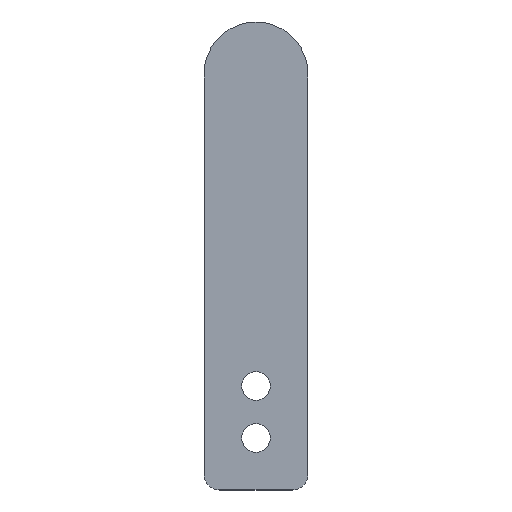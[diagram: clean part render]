
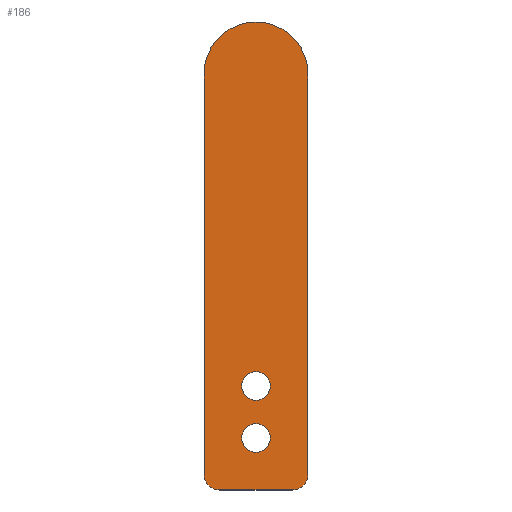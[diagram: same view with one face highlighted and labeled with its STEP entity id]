
A CAD part, top view. The second image highlights one B-rep face of the part: STEP entity #186.
In plain terms, the highlighted planar face has unit normal (0, 0, 1).
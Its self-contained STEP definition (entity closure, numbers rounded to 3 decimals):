
#17=FACE_BOUND('',#44,.T.);
#18=FACE_BOUND('',#45,.T.);
#23=PLANE('',#227);
#31=FACE_OUTER_BOUND('',#43,.T.);
#43=EDGE_LOOP('',(#158,#159,#160,#161,#162,#163));
#44=EDGE_LOOP('',(#164));
#45=EDGE_LOOP('',(#165));
#52=LINE('',#303,#66);
#56=LINE('',#315,#70);
#59=LINE('',#324,#73);
#66=VECTOR('',#246,77.);
#70=VECTOR('',#258,14.);
#73=VECTOR('',#269,77.);
#77=CIRCLE('',#214,10.);
#79=CIRCLE('',#218,3.);
#81=CIRCLE('',#222,3.);
#84=CIRCLE('',#228,2.75);
#85=CIRCLE('',#229,2.75);
#88=VERTEX_POINT('',#293);
#89=VERTEX_POINT('',#295);
#91=VERTEX_POINT('',#301);
#93=VERTEX_POINT('',#307);
#95=VERTEX_POINT('',#313);
#97=VERTEX_POINT('',#319);
#100=VERTEX_POINT('',#331);
#101=VERTEX_POINT('',#333);
#104=EDGE_CURVE('',#89,#88,#77,.T.);
#108=EDGE_CURVE('',#88,#91,#52,.T.);
#111=EDGE_CURVE('',#91,#93,#79,.T.);
#114=EDGE_CURVE('',#93,#95,#56,.T.);
#117=EDGE_CURVE('',#95,#97,#81,.T.);
#119=EDGE_CURVE('',#97,#89,#59,.T.);
#122=EDGE_CURVE('',#100,#100,#84,.T.);
#123=EDGE_CURVE('',#101,#101,#85,.T.);
#158=ORIENTED_EDGE('',*,*,#104,.T.);
#159=ORIENTED_EDGE('',*,*,#108,.T.);
#160=ORIENTED_EDGE('',*,*,#111,.T.);
#161=ORIENTED_EDGE('',*,*,#114,.T.);
#162=ORIENTED_EDGE('',*,*,#117,.T.);
#163=ORIENTED_EDGE('',*,*,#119,.T.);
#164=ORIENTED_EDGE('',*,*,#122,.F.);
#165=ORIENTED_EDGE('',*,*,#123,.F.);
#186=ADVANCED_FACE('',(#31,#17,#18),#23,.T.);
#214=AXIS2_PLACEMENT_3D('',#296,#239,#240);
#218=AXIS2_PLACEMENT_3D('',#309,#252,#253);
#222=AXIS2_PLACEMENT_3D('',#321,#264,#265);
#227=AXIS2_PLACEMENT_3D('',#330,#276,#277);
#228=AXIS2_PLACEMENT_3D('',#332,#278,#279);
#229=AXIS2_PLACEMENT_3D('',#334,#280,#281);
#239=DIRECTION('center_axis',(0.,0.,1.));
#240=DIRECTION('ref_axis',(0.,1.,0.));
#246=DIRECTION('',(0.,-1.,0.));
#252=DIRECTION('center_axis',(0.,0.,1.));
#253=DIRECTION('ref_axis',(0.,1.,0.));
#258=DIRECTION('',(1.,0.,0.));
#264=DIRECTION('center_axis',(0.,0.,1.));
#265=DIRECTION('ref_axis',(0.,-1.,0.));
#269=DIRECTION('',(0.,1.,0.));
#276=DIRECTION('center_axis',(0.,0.,1.));
#277=DIRECTION('ref_axis',(1.,0.,0.));
#278=DIRECTION('center_axis',(0.,0.,1.));
#279=DIRECTION('ref_axis',(0.,1.,0.));
#280=DIRECTION('center_axis',(0.,0.,1.));
#281=DIRECTION('ref_axis',(0.,1.,0.));
#293=CARTESIAN_POINT('',(-10.,70.,3.));
#295=CARTESIAN_POINT('',(10.,70.,3.));
#296=CARTESIAN_POINT('Origin',(0.,70.,3.));
#301=CARTESIAN_POINT('',(-10.,-7.,3.));
#303=CARTESIAN_POINT('',(-10.,70.,3.));
#307=CARTESIAN_POINT('',(-7.,-10.,3.));
#309=CARTESIAN_POINT('Origin',(-7.,-7.,3.));
#313=CARTESIAN_POINT('',(7.,-10.,3.));
#315=CARTESIAN_POINT('',(-7.,-10.,3.));
#319=CARTESIAN_POINT('',(10.,-7.,3.));
#321=CARTESIAN_POINT('Origin',(7.,-7.,3.));
#324=CARTESIAN_POINT('',(10.,-7.,3.));
#330=CARTESIAN_POINT('Origin',(12.,-19.,3.));
#331=CARTESIAN_POINT('',(0.,-2.75,3.));
#332=CARTESIAN_POINT('Origin',(0.,0.,3.));
#333=CARTESIAN_POINT('',(0.,7.25,3.));
#334=CARTESIAN_POINT('Origin',(0.,10.,3.));
